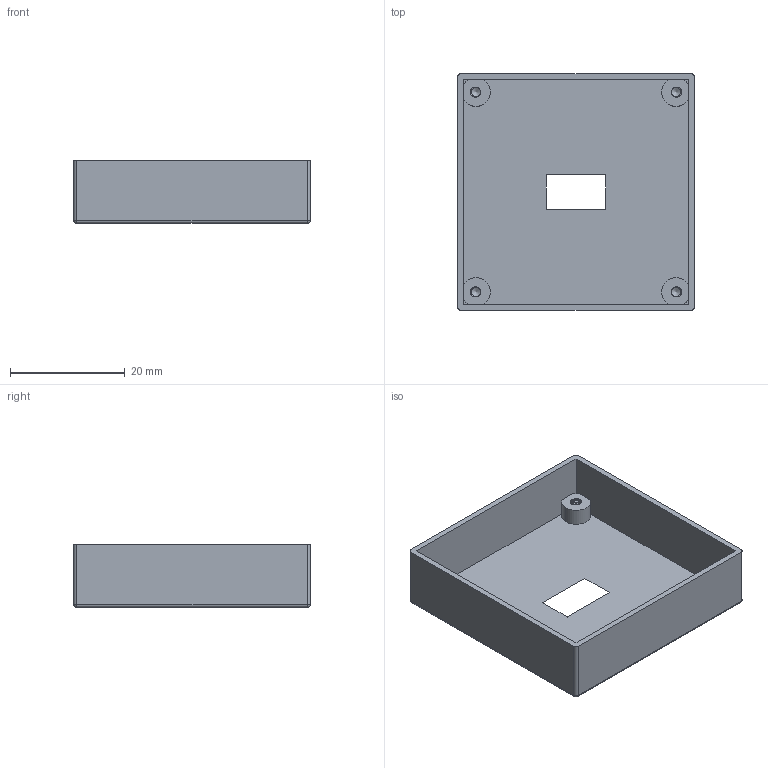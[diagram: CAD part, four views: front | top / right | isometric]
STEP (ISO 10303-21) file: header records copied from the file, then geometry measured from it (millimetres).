
FILE_DESCRIPTION(('FreeCAD Model'),'2;1');
FILE_NAME('Open CASCADE Shape Model','2024-11-18T21:20:43',(''),(''), 'Open CASCADE STEP processor 7.8','FreeCAD','Unknown');
FILE_SCHEMA(('AUTOMOTIVE_DESIGN { 1 0 10303 214 1 1 1 1 }'));
Length unit declared in the file: millimetre
Products named in the file (1): Body
Bounding box: 41.3 x 41.3 x 11 mm (x, y, z)
Volume: 3421.2 mm3; surface area: 6815.1 mm2
Topology: 1 solids, 1 shells, 182 faces, 415 edges, 232 vertices
Faces by surface type: bspline 100, cylinder 51, plane 23, sphere 4, cone 4
Full cylindrical faces by diameter (mm): 1.619 x28
Entity records: 26750 total; most frequent: CARTESIAN_POINT 19384, DIRECTION 1021, ORIENTED_EDGE 814, PCURVE 814, DEFINITIONAL_REPRESENTATION 814, LINE 733, VECTOR 733, EDGE_CURVE 407
